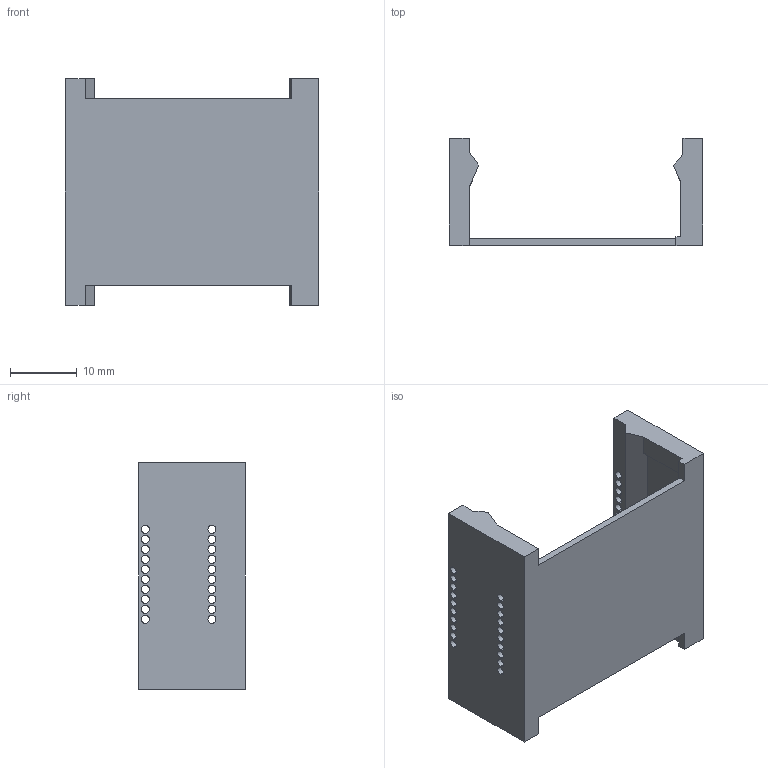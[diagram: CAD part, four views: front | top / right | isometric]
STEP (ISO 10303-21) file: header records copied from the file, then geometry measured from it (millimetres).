
FILE_DESCRIPTION (( 'STEP AP214' ), '1' );
FILE_NAME ('Quick Programmer.STEP', '2017-11-29T18:39:27', ( '' ), ( '' ), 'SwSTEP 2.0', 'SolidWorks 2016', '' );
FILE_SCHEMA (( 'AUTOMOTIVE_DESIGN' ));
Length unit declared in the file: millimetre
Products named in the file (1): Quick Programmer
Bounding box: 38 x 16 x 34 mm (x, y, z)
Volume: 4276 mm3; surface area: 5022.6 mm2
Topology: 1 solids, 1 shells, 108 faces, 316 edges, 210 vertices
Faces by surface type: cylinder 80, plane 28
Entity records: 3858 total; most frequent: DIRECTION 694, CARTESIAN_POINT 635, ORIENTED_EDGE 632, EDGE_CURVE 316, AXIS2_PLACEMENT_3D 269, VERTEX_POINT 210, EDGE_LOOP 188, CIRCLE 160
